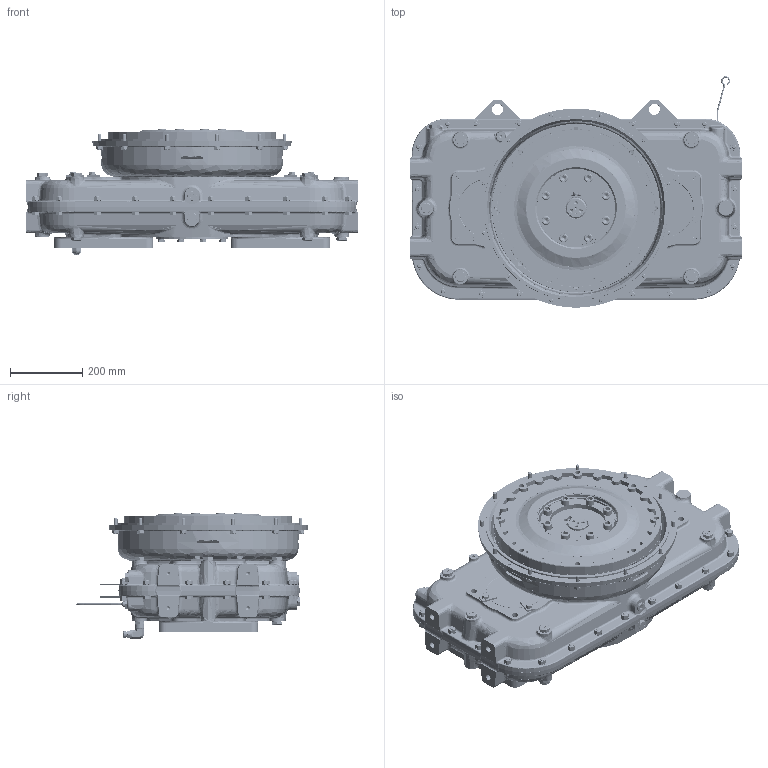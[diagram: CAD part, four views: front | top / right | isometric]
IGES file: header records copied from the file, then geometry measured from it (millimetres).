
Start section: SolidWorks IGES file using analytic representation for surfaces
Global section: file name: 1028877H.igs; native system: SolidWorks 2017; preprocessor: SolidWorks 2017; author: smtservice; date: 190925.082252; units: millimetre
Bounding box: 920 x 641.5 x 350.2 mm (x, y, z)
Surface area: 6163015.6 mm2 (no closed solid volume)
Topology: 0 solids, 0 shells, 11464 faces, 168993 edges, 168744 vertices
Faces by surface type: bspline 6070, revolution 5394
